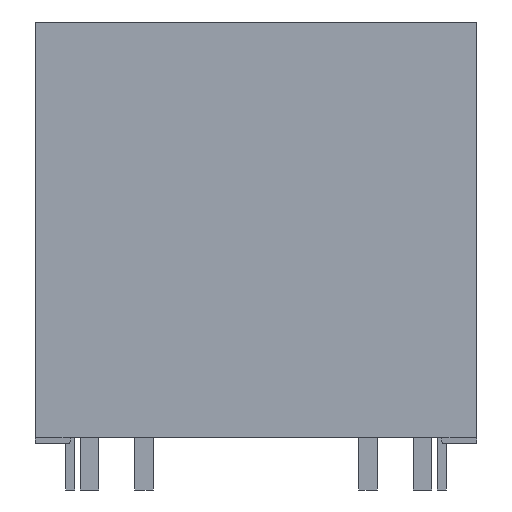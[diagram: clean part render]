
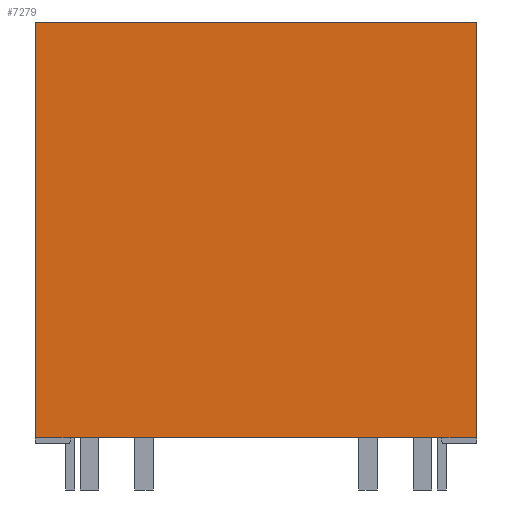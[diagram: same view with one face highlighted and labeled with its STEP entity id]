
A CAD part, front view. The second image highlights one B-rep face of the part: STEP entity #7279.
In plain terms, the highlighted planar face has unit normal (0, -1, 0).
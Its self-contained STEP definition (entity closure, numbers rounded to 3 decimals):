
#94 = CARTESIAN_POINT ( 'NONE',  ( 19., -16.5, 0.5 ) ) ;
#146 = CARTESIAN_POINT ( 'NONE',  ( 19., -16.5, 36.3 ) ) ;
#555 = VERTEX_POINT ( 'NONE', #146 ) ;
#575 = ORIENTED_EDGE ( 'NONE', *, *, #7635, .T. ) ;
#642 = VECTOR ( 'NONE', #13937, 1000. ) ;
#702 = EDGE_CURVE ( 'NONE', #14240, #1853, #6790, .T. ) ;
#1746 = VECTOR ( 'NONE', #13892, 1000. ) ;
#1853 = VERTEX_POINT ( 'NONE', #3478 ) ;
#1974 = ORIENTED_EDGE ( 'NONE', *, *, #14629, .T. ) ;
#2137 = ORIENTED_EDGE ( 'NONE', *, *, #7612, .F. ) ;
#3119 = AXIS2_PLACEMENT_3D ( 'NONE', #5654, #3504, #4635 ) ;
#3310 = CARTESIAN_POINT ( 'NONE',  ( -19., -16.5, 0.5 ) ) ;
#3403 = VERTEX_POINT ( 'NONE', #7160 ) ;
#3478 = CARTESIAN_POINT ( 'NONE',  ( 16., -16.5, 0.5 ) ) ;
#3504 = DIRECTION ( 'NONE',  ( 0., 1., 0. ) ) ;
#4020 = VECTOR ( 'NONE', #10998, 1000. ) ;
#4449 = CARTESIAN_POINT ( 'NONE',  ( -16., -16.5, 0.5 ) ) ;
#4635 = DIRECTION ( 'NONE',  ( 0., 0., 1. ) ) ;
#5654 = CARTESIAN_POINT ( 'NONE',  ( -19., -16.5, 36.3 ) ) ;
#5718 = PLANE ( 'NONE',  #3119 ) ;
#6070 = VERTEX_POINT ( 'NONE', #4449 ) ;
#6365 = EDGE_LOOP ( 'NONE', ( #7260, #1974, #13870, #2137, #8757, #575 ) ) ;
#6428 = EDGE_CURVE ( 'NONE', #3403, #555, #7425, .T. ) ;
#6790 = LINE ( 'NONE', #12981, #8925 ) ;
#6856 = CARTESIAN_POINT ( 'NONE',  ( -19., -16.5, 0.5 ) ) ;
#7160 = CARTESIAN_POINT ( 'NONE',  ( -19., -16.5, 36.3 ) ) ;
#7260 = ORIENTED_EDGE ( 'NONE', *, *, #14568, .T. ) ;
#7279 = ADVANCED_FACE ( 'NONE', ( #14282 ), #5718, .F. ) ;
#7316 = DIRECTION ( 'NONE',  ( -1., 0., 0. ) ) ;
#7425 = LINE ( 'NONE', #9237, #13288 ) ;
#7558 = LINE ( 'NONE', #10107, #4020 ) ;
#7562 = DIRECTION ( 'NONE',  ( 1., 0., 0. ) ) ;
#7612 = EDGE_CURVE ( 'NONE', #555, #14240, #8422, .T. ) ;
#7635 = EDGE_CURVE ( 'NONE', #3403, #12802, #11149, .T. ) ;
#8422 = LINE ( 'NONE', #10598, #642 ) ;
#8442 = CARTESIAN_POINT ( 'NONE',  ( -19., -16.5, 36.3 ) ) ;
#8757 = ORIENTED_EDGE ( 'NONE', *, *, #6428, .F. ) ;
#8925 = VECTOR ( 'NONE', #7316, 1000. ) ;
#9237 = CARTESIAN_POINT ( 'NONE',  ( -19., -16.5, 36.3 ) ) ;
#10107 = CARTESIAN_POINT ( 'NONE',  ( -19., -16.5, 0.5 ) ) ;
#10231 = VECTOR ( 'NONE', #7562, 1000. ) ;
#10598 = CARTESIAN_POINT ( 'NONE',  ( 19., -16.5, 36.3 ) ) ;
#10998 = DIRECTION ( 'NONE',  ( 1., 0., 0. ) ) ;
#11149 = LINE ( 'NONE', #8442, #1746 ) ;
#12802 = VERTEX_POINT ( 'NONE', #6856 ) ;
#12981 = CARTESIAN_POINT ( 'NONE',  ( 19., -16.5, 0.5 ) ) ;
#13288 = VECTOR ( 'NONE', #13632, 1000. ) ;
#13632 = DIRECTION ( 'NONE',  ( 1., 0., 0. ) ) ;
#13870 = ORIENTED_EDGE ( 'NONE', *, *, #702, .F. ) ;
#13892 = DIRECTION ( 'NONE',  ( 0., 0., -1. ) ) ;
#13937 = DIRECTION ( 'NONE',  ( 0., 0., -1. ) ) ;
#13939 = LINE ( 'NONE', #3310, #10231 ) ;
#14240 = VERTEX_POINT ( 'NONE', #94 ) ;
#14282 = FACE_OUTER_BOUND ( 'NONE', #6365, .T. ) ;
#14568 = EDGE_CURVE ( 'NONE', #12802, #6070, #7558, .T. ) ;
#14629 = EDGE_CURVE ( 'NONE', #6070, #1853, #13939, .T. ) ;
